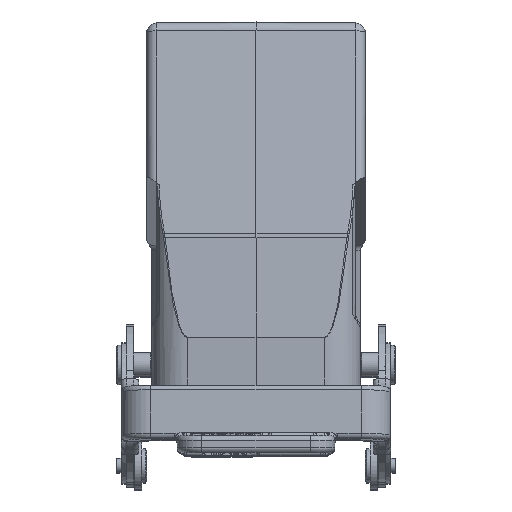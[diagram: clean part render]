
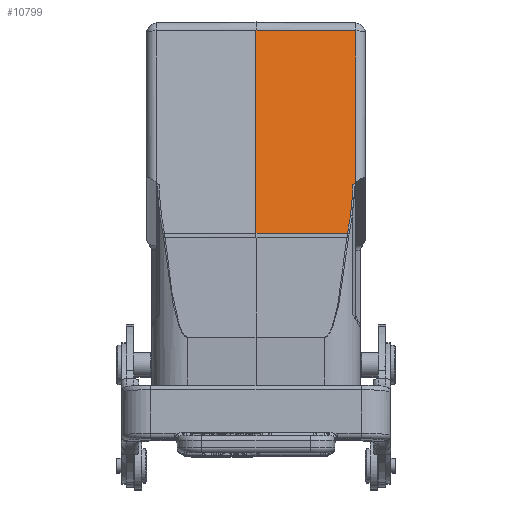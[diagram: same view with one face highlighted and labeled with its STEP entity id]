
A CAD part, top view. The second image highlights one B-rep face of the part: STEP entity #10799.
In plain terms, the highlighted planar face has unit normal (0.009, 0.174, 0.985).
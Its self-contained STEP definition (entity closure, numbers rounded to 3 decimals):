
#8790=CIRCLE('',#36663,62.334);
#10799=ADVANCED_FACE('',(#13034),#11624,.T.);
#11624=PLANE('',#36750);
#13034=FACE_OUTER_BOUND('',#14876,.T.);
#14876=EDGE_LOOP('',(#27614,#27615,#27616,#27617,#27618,#27619,#27620));
#17661=LINE('',#58268,#19997);
#17662=LINE('',#58272,#19998);
#17706=LINE('',#58663,#20042);
#17707=LINE('',#58665,#20043);
#17708=LINE('',#58667,#20044);
#19997=VECTOR('',#43797,1.);
#19998=VECTOR('',#43802,1.);
#20042=VECTOR('',#44020,1.);
#20043=VECTOR('',#44023,1.);
#20044=VECTOR('',#44024,1.);
#27614=ORIENTED_EDGE('',*,*,#33953,.F.);
#27615=ORIENTED_EDGE('',*,*,#33948,.F.);
#27616=ORIENTED_EDGE('',*,*,#33946,.T.);
#27617=ORIENTED_EDGE('',*,*,#34052,.F.);
#27618=ORIENTED_EDGE('',*,*,#34053,.F.);
#27619=ORIENTED_EDGE('',*,*,#34054,.T.);
#27620=ORIENTED_EDGE('',*,*,#34055,.F.);
#30177=VERTEX_POINT('',#58265);
#30178=VERTEX_POINT('',#58269);
#30179=VERTEX_POINT('',#58273);
#30182=VERTEX_POINT('',#58298);
#30233=VERTEX_POINT('',#58654);
#30235=VERTEX_POINT('',#58666);
#30236=VERTEX_POINT('',#58668);
#33946=EDGE_CURVE('',#30178,#30177,#17661,.T.);
#33948=EDGE_CURVE('',#30178,#30179,#17662,.T.);
#33953=EDGE_CURVE('',#30179,#30182,#8790,.T.);
#34052=EDGE_CURVE('',#30233,#30177,#17706,.T.);
#34053=EDGE_CURVE('',#30235,#30233,#17707,.T.);
#34054=EDGE_CURVE('',#30235,#30236,#17708,.T.);
#34055=EDGE_CURVE('',#30182,#30236,#34282,.T.);
#34282=ELLIPSE('',#36749,40.313,7.);
#36663=AXIS2_PLACEMENT_3D('',#58303,#43807,#43808);
#36749=AXIS2_PLACEMENT_3D('',#58669,#44025,#44026);
#36750=AXIS2_PLACEMENT_3D('',#58670,#44027,#44028);
#43797=DIRECTION('',(0.,0.985,-0.174));
#43802=DIRECTION('',(-0.762,-0.637,0.119));
#43807=DIRECTION('',(-0.009,-0.174,-0.985));
#43808=DIRECTION('',(0.,-0.985,0.174));
#44020=DIRECTION('',(1.,-0.009,-0.007));
#44023=DIRECTION('',(0.,0.985,-0.174));
#44024=DIRECTION('',(1.,-0.001,-0.009));
#44025=DIRECTION('',(-0.009,-0.174,-0.985));
#44026=DIRECTION('',(0.002,-0.985,0.174));
#44027=DIRECTION('',(0.009,0.174,0.985));
#44028=DIRECTION('',(0.,-0.985,0.174));
#58265=CARTESIAN_POINT('',(20.517,19.584,50.546));
#58268=CARTESIAN_POINT('',(20.517,-11.704,56.062));
#58269=CARTESIAN_POINT('',(20.517,-11.704,56.062));
#58272=CARTESIAN_POINT('',(20.517,-11.704,56.062));
#58273=CARTESIAN_POINT('',(19.963,-12.168,56.149));
#58298=CARTESIAN_POINT('',(19.449,-18.497,57.27));
#58303=CARTESIAN_POINT('',(-42.345,-10.389,56.388));
#58654=CARTESIAN_POINT('',(0.,19.763,50.696));
#58663=CARTESIAN_POINT('',(-0.012,19.763,50.696));
#58665=CARTESIAN_POINT('',(0.,-22.153,58.087));
#58666=CARTESIAN_POINT('',(0.,-22.155,58.087));
#58667=CARTESIAN_POINT('',(0.017,-22.155,58.087));
#58668=CARTESIAN_POINT('',(18.848,-22.176,57.924));
#58669=CARTESIAN_POINT('',(14.004,6.729,52.87));
#58670=CARTESIAN_POINT('',(0.,21.415,50.404));
